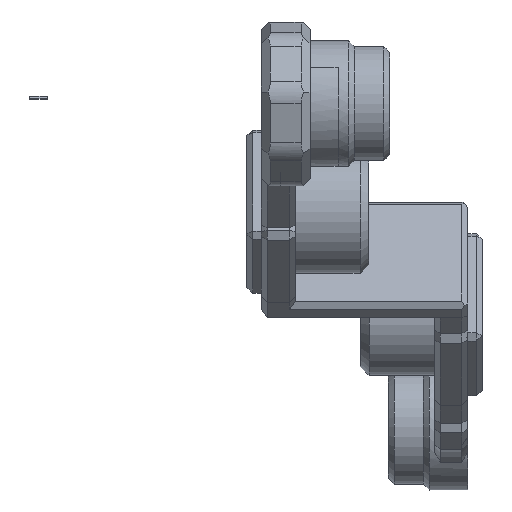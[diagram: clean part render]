
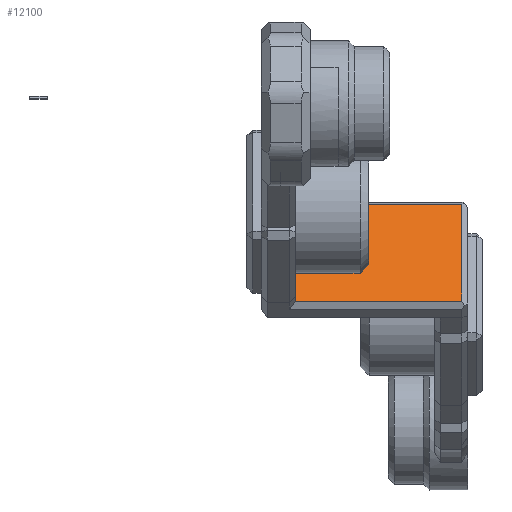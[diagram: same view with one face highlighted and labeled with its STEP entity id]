
A CAD part, front view. The second image highlights one B-rep face of the part: STEP entity #12100.
In plain terms, the highlighted planar face has unit normal (0, -0.866, 0.5).
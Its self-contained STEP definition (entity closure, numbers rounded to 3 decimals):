
#1817=FACE_OUTER_BOUND('',#2519,.T.);
#2519=EDGE_LOOP('',(#10302,#10303,#10304,#10305));
#3035=LINE('',#22332,#3955);
#3294=LINE('',#28632,#4214);
#3396=LINE('',#28843,#4316);
#3397=LINE('',#28844,#4317);
#3955=VECTOR('',#14120,10.);
#4214=VECTOR('',#14909,10.);
#4316=VECTOR('',#15127,10.);
#4317=VECTOR('',#15128,10.);
#5111=VERTEX_POINT('',#22329);
#5112=VERTEX_POINT('',#22331);
#5498=VERTEX_POINT('',#28629);
#5499=VERTEX_POINT('',#28631);
#6477=EDGE_CURVE('',#5112,#5111,#3035,.T.);
#7105=EDGE_CURVE('',#5498,#5499,#3294,.T.);
#7212=EDGE_CURVE('',#5112,#5498,#3396,.T.);
#7213=EDGE_CURVE('',#5499,#5111,#3397,.T.);
#10302=ORIENTED_EDGE('',*,*,#7212,.F.);
#10303=ORIENTED_EDGE('',*,*,#6477,.T.);
#10304=ORIENTED_EDGE('',*,*,#7213,.F.);
#10305=ORIENTED_EDGE('',*,*,#7105,.F.);
#11503=PLANE('',#12924);
#12100=ADVANCED_FACE('',(#1817),#11503,.T.);
#12924=AXIS2_PLACEMENT_3D('',#28842,#15125,#15126);
#14120=DIRECTION('',(0.,-0.5,-0.866));
#14909=DIRECTION('',(0.,-0.5,-0.866));
#15125=DIRECTION('center_axis',(0.,-0.866,0.5));
#15126=DIRECTION('ref_axis',(1.,0.,0.));
#15127=DIRECTION('',(1.,0.,0.));
#15128=DIRECTION('',(-1.,0.,0.));
#22329=CARTESIAN_POINT('',(-123.561,-153.504,146.382));
#22331=CARTESIAN_POINT('',(-123.561,-134.511,179.279));
#22332=CARTESIAN_POINT('',(-123.561,-138.759,171.921));
#28629=CARTESIAN_POINT('',(-67.008,-134.511,179.279));
#28631=CARTESIAN_POINT('',(-67.008,-153.504,146.382));
#28632=CARTESIAN_POINT('',(-67.008,-149.256,153.74));
#28842=CARTESIAN_POINT('Origin',(-100.029,-144.008,162.83));
#28843=CARTESIAN_POINT('',(-105.769,-134.511,179.279));
#28844=CARTESIAN_POINT('',(-114.29,-153.504,146.382));
